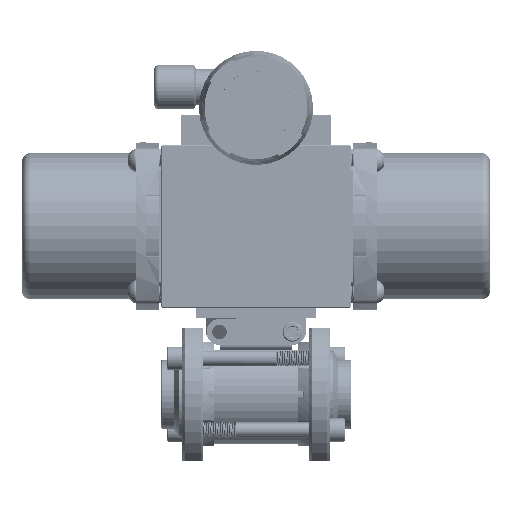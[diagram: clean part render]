
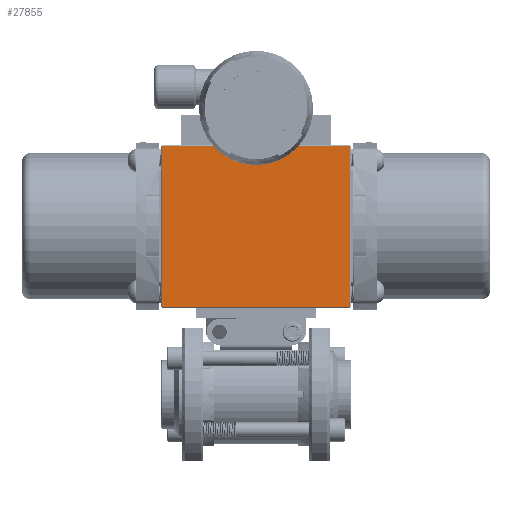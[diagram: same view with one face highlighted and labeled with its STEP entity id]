
A CAD part, top view. The second image highlights one B-rep face of the part: STEP entity #27855.
In plain terms, the highlighted planar face has unit normal (0, 0, 1).
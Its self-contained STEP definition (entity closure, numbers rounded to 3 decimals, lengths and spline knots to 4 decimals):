
#2717 = FACE_OUTER_BOUND ( 'NONE', #154817, .T. ) ;
#7321 = DIRECTION ( 'NONE',  ( 0., -1., 0. ) ) ;
#16005 = CARTESIAN_POINT ( 'NONE',  ( 2.251, 5.974, 1.55 ) ) ;
#24075 = LINE ( 'NONE', #152239, #114149 ) ;
#27855 = ADVANCED_FACE ( 'NONE', ( #2717 ), #96975, .F. ) ;
#29689 = VERTEX_POINT ( 'NONE', #224946 ) ;
#44022 = CARTESIAN_POINT ( 'NONE',  ( -2.255, 5.954, 1.55 ) ) ;
#48121 = LINE ( 'NONE', #157193, #185956 ) ;
#59690 = EDGE_CURVE ( 'NONE', #132172, #231717, #133259, .T. ) ;
#74434 = CARTESIAN_POINT ( 'NONE',  ( 2.251, 5.954, 1.55 ) ) ;
#75763 = VECTOR ( 'NONE', #149688, 39.3701 ) ;
#96975 = PLANE ( 'NONE',  #221510 ) ;
#108220 = EDGE_CURVE ( 'NONE', #231717, #169531, #160233, .T. ) ;
#113069 = ORIENTED_EDGE ( 'NONE', *, *, #59690, .T. ) ;
#114149 = VECTOR ( 'NONE', #116834, 39.3701 ) ;
#114277 = CARTESIAN_POINT ( 'NONE',  ( -2.275, 5.974, 1.55 ) ) ;
#115039 = DIRECTION ( 'NONE',  ( 0., 0., -1. ) ) ;
#116834 = DIRECTION ( 'NONE',  ( 1., 0., 0. ) ) ;
#123741 = DIRECTION ( 'NONE',  ( 0., 1., 0. ) ) ;
#130771 = CARTESIAN_POINT ( 'NONE',  ( -2.275, 5.954, 1.55 ) ) ;
#132172 = VERTEX_POINT ( 'NONE', #141763 ) ;
#133259 = LINE ( 'NONE', #16005, #181069 ) ;
#141763 = CARTESIAN_POINT ( 'NONE',  ( 2.251, 2.094, 1.55 ) ) ;
#149688 = DIRECTION ( 'NONE',  ( -1., 0., 0. ) ) ;
#152239 = CARTESIAN_POINT ( 'NONE',  ( -2.275, 2.094, 1.55 ) ) ;
#154817 = EDGE_LOOP ( 'NONE', ( #113069, #210348, #232073, #195784 ) ) ;
#157193 = CARTESIAN_POINT ( 'NONE',  ( -2.255, 2.074, 1.55 ) ) ;
#160233 = LINE ( 'NONE', #130771, #75763 ) ;
#169531 = VERTEX_POINT ( 'NONE', #44022 ) ;
#171954 = EDGE_CURVE ( 'NONE', #169531, #29689, #48121, .T. ) ;
#175223 = DIRECTION ( 'NONE',  ( 0., -1., 0. ) ) ;
#181069 = VECTOR ( 'NONE', #123741, 39.3701 ) ;
#185956 = VECTOR ( 'NONE', #175223, 39.3701 ) ;
#195784 = ORIENTED_EDGE ( 'NONE', *, *, #201197, .T. ) ;
#201197 = EDGE_CURVE ( 'NONE', #29689, #132172, #24075, .T. ) ;
#210348 = ORIENTED_EDGE ( 'NONE', *, *, #108220, .T. ) ;
#221510 = AXIS2_PLACEMENT_3D ( 'NONE', #114277, #115039, #7321 ) ;
#224946 = CARTESIAN_POINT ( 'NONE',  ( -2.255, 2.094, 1.55 ) ) ;
#231717 = VERTEX_POINT ( 'NONE', #74434 ) ;
#232073 = ORIENTED_EDGE ( 'NONE', *, *, #171954, .T. ) ;
